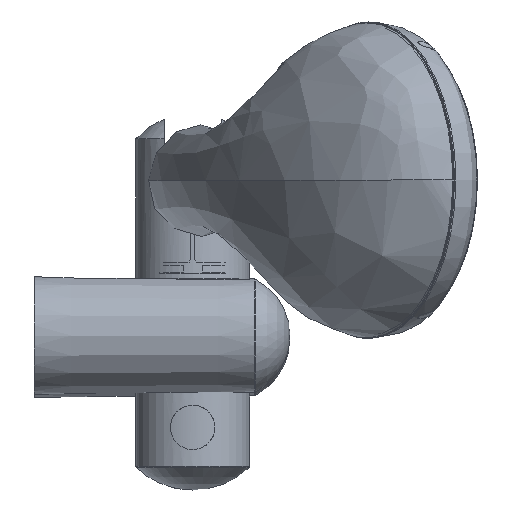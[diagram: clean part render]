
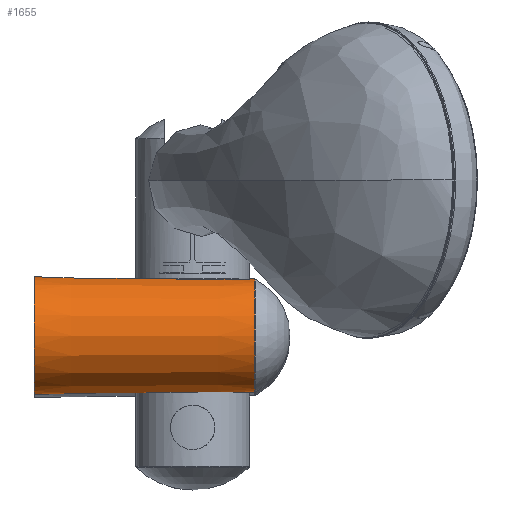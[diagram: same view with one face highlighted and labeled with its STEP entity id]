
A CAD part, top view. The second image highlights one B-rep face of the part: STEP entity #1655.
In plain terms, the highlighted conical face has half-angle 0.573 degrees and reference radius 18.607 mm.
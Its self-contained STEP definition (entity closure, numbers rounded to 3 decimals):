
#42=CONICAL_SURFACE('',#2060,18.607,0.01);
#675=ORIENTED_EDGE('',*,*,#977,.F.);
#676=ORIENTED_EDGE('',*,*,#976,.T.);
#976=EDGE_CURVE('',#1241,#1241,#1319,.T.);
#977=EDGE_CURVE('',#1242,#1242,#1320,.T.);
#1241=VERTEX_POINT('',#3854);
#1242=VERTEX_POINT('',#3857);
#1319=CIRCLE('',#2059,18.607);
#1320=CIRCLE('',#2061,17.911);
#1423=EDGE_LOOP('',(#675));
#1424=EDGE_LOOP('',(#676));
#1548=FACE_BOUND('',#1423,.T.);
#1549=FACE_BOUND('',#1424,.T.);
#1655=ADVANCED_FACE('',(#1548,#1549),#42,.T.);
#2059=AXIS2_PLACEMENT_3D('',#3853,#2294,#2295);
#2060=AXIS2_PLACEMENT_3D('',#3855,#2296,#2297);
#2061=AXIS2_PLACEMENT_3D('',#3856,#2298,#2299);
#2294=DIRECTION('',(1.,0.,0.));
#2295=DIRECTION('',(0.,0.,1.));
#2296=DIRECTION('',(-1.,0.,0.));
#2297=DIRECTION('',(0.,0.,-1.));
#2298=DIRECTION('',(1.,0.,0.));
#2299=DIRECTION('',(0.,0.,1.));
#3853=CARTESIAN_POINT('',(0.,0.,620.204));
#3854=CARTESIAN_POINT('',(0.,0.,638.811));
#3855=CARTESIAN_POINT('',(0.,0.,620.204));
#3856=CARTESIAN_POINT('',(69.561,0.,620.204));
#3857=CARTESIAN_POINT('',(69.561,0.,638.115));
